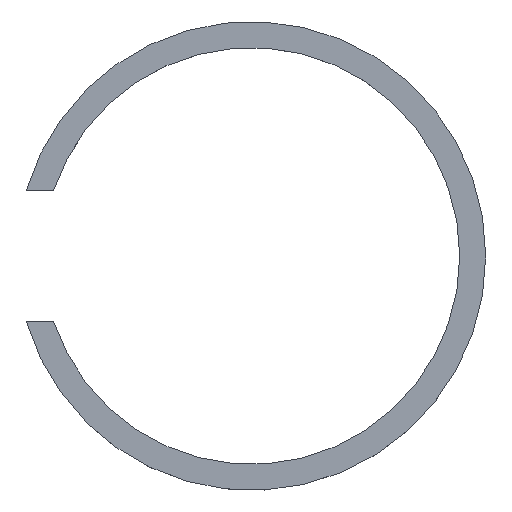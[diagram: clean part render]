
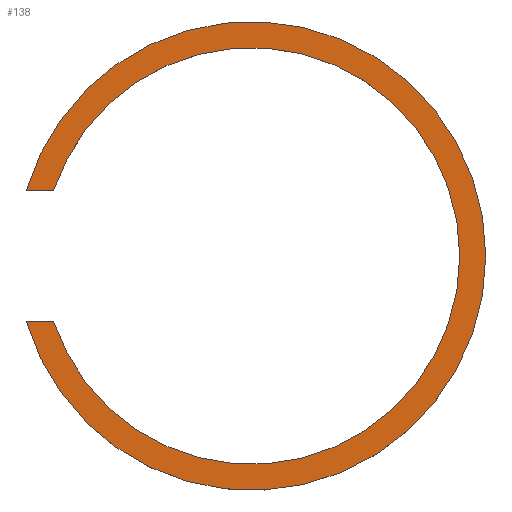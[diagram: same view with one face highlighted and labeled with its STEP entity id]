
A CAD part, top view. The second image highlights one B-rep face of the part: STEP entity #138.
In plain terms, the highlighted planar face has unit normal (0, 0, 1).
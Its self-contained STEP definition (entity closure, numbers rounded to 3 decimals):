
#61=CARTESIAN_POINT('Vertex',(9.324,-90.974,22.707)) ;
#77=CARTESIAN_POINT('Vertex',(11.417,-90.974,22.707)) ;
#80=CARTESIAN_POINT('Line Origine',(10.37,-90.974,22.707)) ;
#92=CARTESIAN_POINT('Axis2P3D Location',(0.,0.,22.707)) ;
#97=CARTESIAN_POINT('Axis2P3D Location',(26.616,-95.974,22.707)) ;
#101=CARTESIAN_POINT('Vertex',(42.616,-95.974,22.707)) ;
#104=CARTESIAN_POINT('Axis2P3D Location',(26.616,-95.974,22.707)) ;
#108=CARTESIAN_POINT('Vertex',(11.417,-100.974,22.707)) ;
#111=CARTESIAN_POINT('Line Origine',(10.37,-100.974,22.707)) ;
#115=CARTESIAN_POINT('Vertex',(9.324,-100.974,22.707)) ;
#118=CARTESIAN_POINT('Axis2P3D Location',(26.616,-95.974,22.707)) ;
#122=CARTESIAN_POINT('Vertex',(44.616,-95.974,22.707)) ;
#125=CARTESIAN_POINT('Axis2P3D Location',(26.616,-95.974,22.707)) ;
#81=DIRECTION('Vector Direction',(1.,0.,0.)) ;
#93=DIRECTION('Axis2P3D Direction',(0.,0.,-1.)) ;
#94=DIRECTION('Axis2P3D XDirection',(1.,0.,0.)) ;
#98=DIRECTION('Axis2P3D Direction',(0.,0.,-1.)) ;
#105=DIRECTION('Axis2P3D Direction',(0.,0.,-1.)) ;
#112=DIRECTION('Vector Direction',(-1.,0.,0.)) ;
#119=DIRECTION('Axis2P3D Direction',(0.,0.,-1.)) ;
#126=DIRECTION('Axis2P3D Direction',(0.,0.,-1.)) ;
#95=AXIS2_PLACEMENT_3D('Plane Axis2P3D',#92,#93,#94) ;
#99=AXIS2_PLACEMENT_3D('Circle Axis2P3D',#97,#98,$) ;
#106=AXIS2_PLACEMENT_3D('Circle Axis2P3D',#104,#105,$) ;
#120=AXIS2_PLACEMENT_3D('Circle Axis2P3D',#118,#119,$) ;
#127=AXIS2_PLACEMENT_3D('Circle Axis2P3D',#125,#126,$) ;
#131=ORIENTED_EDGE('',*,*,#84,.F.) ;
#132=ORIENTED_EDGE('',*,*,#103,.T.) ;
#133=ORIENTED_EDGE('',*,*,#110,.T.) ;
#134=ORIENTED_EDGE('',*,*,#117,.F.) ;
#135=ORIENTED_EDGE('',*,*,#124,.F.) ;
#136=ORIENTED_EDGE('',*,*,#129,.F.) ;
#82=VECTOR('Line Direction',#81,1.) ;
#113=VECTOR('Line Direction',#112,1.) ;
#138=ADVANCED_FACE('Corps principal',(#137),#96,.F.) ;
#100=CIRCLE('generated circle',#99,16.) ;
#107=CIRCLE('generated circle',#106,16.) ;
#121=CIRCLE('generated circle',#120,18.) ;
#128=CIRCLE('generated circle',#127,18.) ;
#84=EDGE_CURVE('',#78,#62,#83,.F.) ;
#103=EDGE_CURVE('',#78,#102,#100,.T.) ;
#110=EDGE_CURVE('',#102,#109,#107,.T.) ;
#117=EDGE_CURVE('',#116,#109,#114,.F.) ;
#124=EDGE_CURVE('',#123,#116,#121,.T.) ;
#129=EDGE_CURVE('',#62,#123,#128,.T.) ;
#130=EDGE_LOOP('',(#131,#132,#133,#134,#135,#136)) ;
#137=FACE_OUTER_BOUND('',#130,.T.) ;
#83=LINE('Line',#80,#82) ;
#114=LINE('Line',#111,#113) ;
#96=PLANE('Plane',#95) ;
#62=VERTEX_POINT('',#61) ;
#78=VERTEX_POINT('',#77) ;
#102=VERTEX_POINT('',#101) ;
#109=VERTEX_POINT('',#108) ;
#116=VERTEX_POINT('',#115) ;
#123=VERTEX_POINT('',#122) ;
